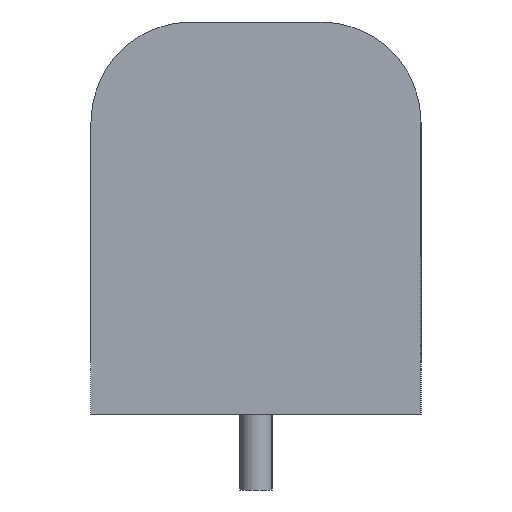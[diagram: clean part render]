
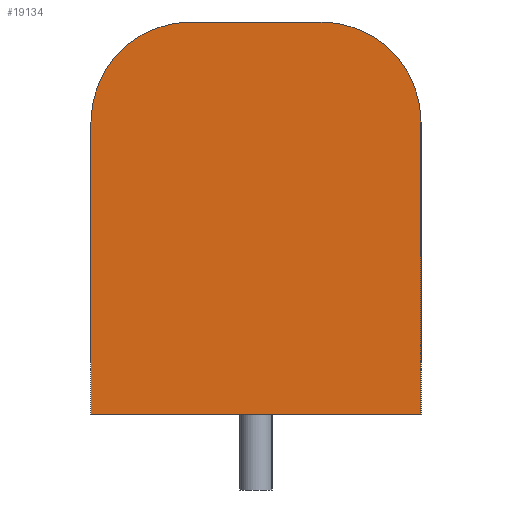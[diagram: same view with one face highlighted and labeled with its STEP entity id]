
A CAD part, left-side view. The second image highlights one B-rep face of the part: STEP entity #19134.
In plain terms, the highlighted planar face has unit normal (-1, 0, 0).
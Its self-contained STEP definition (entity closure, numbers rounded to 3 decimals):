
#1260=LINE($,#31925,#2930);
#1262=LINE($,#31929,#2932);
#1263=LINE($,#31931,#2933);
#1264=LINE($,#31933,#2934);
#2930=VECTOR($,#24453,6.5);
#2932=VECTOR($,#24457,14.6);
#2933=VECTOR($,#24458,16.5);
#2934=VECTOR($,#24459,14.6);
#4337=PLANE($,#20765);
#5394=FACE_OUTER_BOUND($,#6653,.T.);
#6653=EDGE_LOOP($,(#16218,#16219,#16220,#16221,#16222,#16223));
#8064=CIRCLE($,#20763,5.);
#8065=CIRCLE($,#20766,5.);
#9358=VERTEX_POINT($,#31918);
#9359=VERTEX_POINT($,#31919);
#9360=VERTEX_POINT($,#31924);
#9361=VERTEX_POINT($,#31928);
#9362=VERTEX_POINT($,#31930);
#9363=VERTEX_POINT($,#31932);
#11769=EDGE_CURVE($,#9358,#9359,#8064,.T.);
#11772=EDGE_CURVE($,#9359,#9360,#1260,.T.);
#11774=EDGE_CURVE($,#9361,#9358,#1262,.T.);
#11775=EDGE_CURVE($,#9361,#9362,#1263,.T.);
#11776=EDGE_CURVE($,#9362,#9363,#1264,.T.);
#11777=EDGE_CURVE($,#9360,#9363,#8065,.T.);
#16218=ORIENTED_EDGE($,*,*,#11769,.F.);
#16219=ORIENTED_EDGE($,*,*,#11774,.F.);
#16220=ORIENTED_EDGE($,*,*,#11775,.T.);
#16221=ORIENTED_EDGE($,*,*,#11776,.T.);
#16222=ORIENTED_EDGE($,*,*,#11777,.F.);
#16223=ORIENTED_EDGE($,*,*,#11772,.F.);
#19134=ADVANCED_FACE($,(#5394),#4337,.T.);
#20763=AXIS2_PLACEMENT_3D($,#31920,#24447,#24448);
#20765=AXIS2_PLACEMENT_3D($,#31927,#24455,#24456);
#20766=AXIS2_PLACEMENT_3D($,#31934,#24460,#24461);
#24447=DIRECTION('center_axis',(1.,0.,0.));
#24448=DIRECTION('ref_axis',(0.,0.707,0.707));
#24453=DIRECTION($,(0.,-1.,0.));
#24455=DIRECTION('center_axis',(-1.,0.,0.));
#24456=DIRECTION('ref_axis',(0.,-1.,0.));
#24457=DIRECTION($,(0.,0.,1.));
#24458=DIRECTION($,(0.,-1.,0.));
#24459=DIRECTION($,(0.,0.,1.));
#24460=DIRECTION('center_axis',(1.,0.,0.));
#24461=DIRECTION('ref_axis',(0.,-0.707,0.707));
#31918=CARTESIAN_POINT('',(-57.4,8.25,14.6));
#31919=CARTESIAN_POINT('',(-57.4,3.25,19.6));
#31920=CARTESIAN_POINT('Origin',(-57.4,3.25,14.6));
#31924=CARTESIAN_POINT('',(-57.4,-3.25,19.6));
#31925=CARTESIAN_POINT($,(-57.4,8.25,19.6));
#31927=CARTESIAN_POINT('Origin',(-57.4,8.25,0.));
#31928=CARTESIAN_POINT('',(-57.4,8.25,0.));
#31929=CARTESIAN_POINT($,(-57.4,8.25,0.));
#31930=CARTESIAN_POINT('',(-57.4,-8.25,0.));
#31931=CARTESIAN_POINT($,(-57.4,8.25,0.));
#31932=CARTESIAN_POINT('',(-57.4,-8.25,14.6));
#31933=CARTESIAN_POINT($,(-57.4,-8.25,0.));
#31934=CARTESIAN_POINT('Origin',(-57.4,-3.25,14.6));
